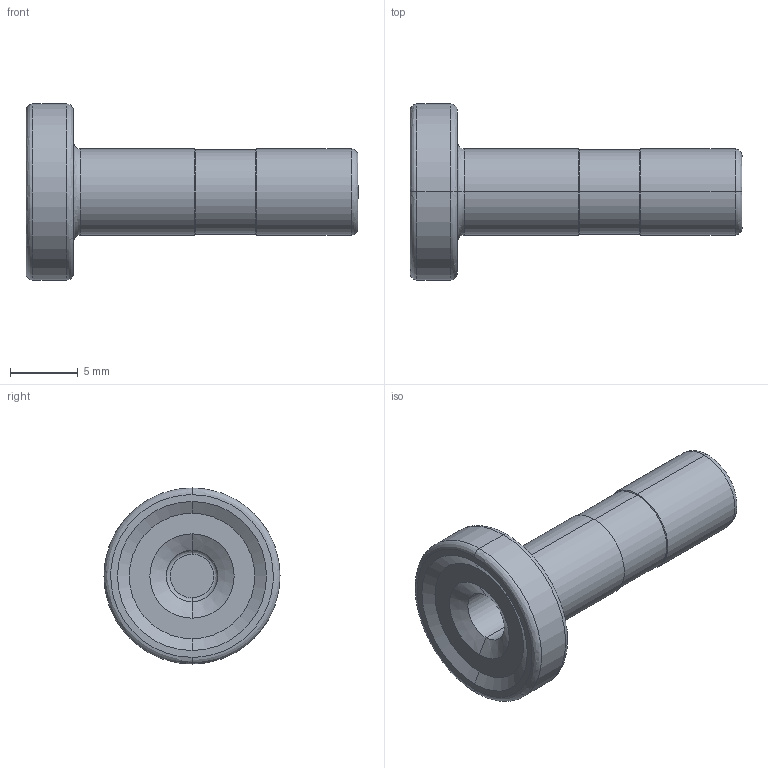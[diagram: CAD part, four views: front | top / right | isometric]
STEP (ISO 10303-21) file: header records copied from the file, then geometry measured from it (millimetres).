
FILE_DESCRIPTION (( 'STEP AP214' ), '1' );
FILE_NAME ('PLUG14-P.step', '2017-08-29T20:55:01', ( '' ), ( '' ), 'SwSTEP 2.0', 'SolidWorks 2017', '' );
FILE_SCHEMA (( 'AUTOMOTIVE_DESIGN' ));
Length unit declared in the file: inch
Products named in the file (1): PLUG14-P
Bounding box: 24.5 x 13 x 13 mm (x, y, z)
Volume: 817.8 mm3; surface area: 1064.8 mm2
Topology: 1 solids, 1 shells, 38 faces, 74 edges, 42 vertices
Faces by surface type: bspline 12, cylinder 12, cone 8, plane 6
Entity records: 1538 total; most frequent: CARTESIAN_POINT 765, DIRECTION 158, ORIENTED_EDGE 148, EDGE_CURVE 74, AXIS2_PLACEMENT_3D 69, CIRCLE 42, VERTEX_POINT 42, EDGE_LOOP 42
